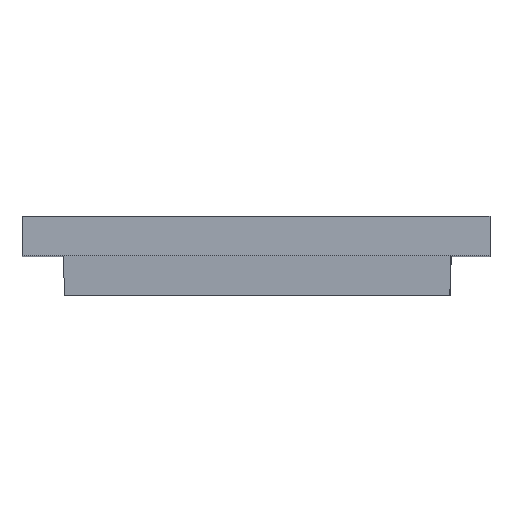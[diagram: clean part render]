
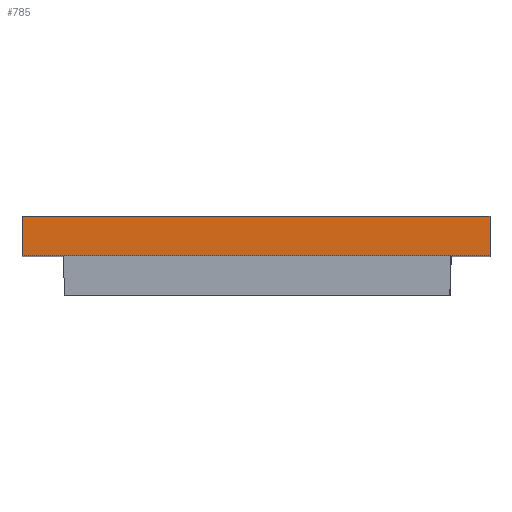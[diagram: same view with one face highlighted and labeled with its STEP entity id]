
A CAD part, top view. The second image highlights one B-rep face of the part: STEP entity #785.
In plain terms, the highlighted planar face has unit normal (0, 0, 1).
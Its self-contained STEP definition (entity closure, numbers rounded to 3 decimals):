
#27=FACE_OUTER_BOUND('',#73,.T.);
#73=EDGE_LOOP('',(#535,#536,#537,#538));
#126=LINE('',#1098,#234);
#129=LINE('',#1104,#237);
#133=LINE('',#1112,#241);
#134=LINE('',#1114,#242);
#234=VECTOR('',#894,10.);
#237=VECTOR('',#899,10.);
#241=VECTOR('',#907,10.);
#242=VECTOR('',#910,10.);
#340=VERTEX_POINT('',#1092);
#342=VERTEX_POINT('',#1096);
#344=VERTEX_POINT('',#1102);
#346=VERTEX_POINT('',#1110);
#414=EDGE_CURVE('',#340,#342,#126,.T.);
#417=EDGE_CURVE('',#344,#342,#129,.T.);
#421=EDGE_CURVE('',#346,#344,#133,.T.);
#422=EDGE_CURVE('',#340,#346,#134,.T.);
#535=ORIENTED_EDGE('',*,*,#414,.T.);
#536=ORIENTED_EDGE('',*,*,#417,.F.);
#537=ORIENTED_EDGE('',*,*,#421,.F.);
#538=ORIENTED_EDGE('',*,*,#422,.F.);
#739=PLANE('',#845);
#785=ADVANCED_FACE('',(#27),#739,.T.);
#845=AXIS2_PLACEMENT_3D('',#1113,#908,#909);
#894=DIRECTION('',(0.,1.,0.));
#899=DIRECTION('',(1.,0.,0.));
#907=DIRECTION('',(0.,1.,0.));
#908=DIRECTION('center_axis',(0.,0.,1.));
#909=DIRECTION('ref_axis',(1.,0.,0.));
#910=DIRECTION('',(-1.,0.,0.));
#1092=CARTESIAN_POINT('',(53.993,0.,66.));
#1096=CARTESIAN_POINT('',(53.993,5.,66.));
#1098=CARTESIAN_POINT('',(53.993,0.,66.));
#1102=CARTESIAN_POINT('',(-5.182,5.,66.));
#1104=CARTESIAN_POINT('',(54.993,5.,66.));
#1110=CARTESIAN_POINT('',(-5.182,0.,66.));
#1112=CARTESIAN_POINT('',(-5.182,0.,66.));
#1113=CARTESIAN_POINT('Origin',(-5.182,0.,66.));
#1114=CARTESIAN_POINT('',(54.993,0.,66.));
